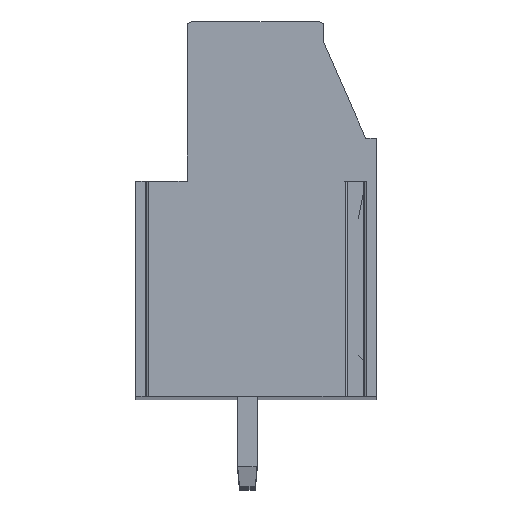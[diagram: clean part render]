
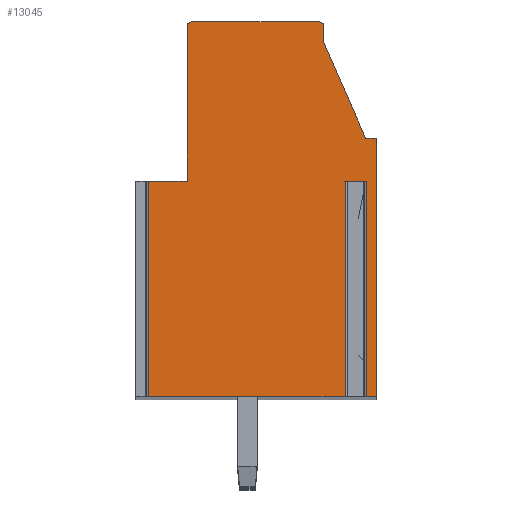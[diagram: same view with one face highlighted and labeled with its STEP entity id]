
A CAD part, top view. The second image highlights one B-rep face of the part: STEP entity #13045.
In plain terms, the highlighted planar face has unit normal (0, 0, 1).
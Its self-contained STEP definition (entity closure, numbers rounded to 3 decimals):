
#159=DIRECTION('',(-1.,0.,0.));
#160=VECTOR('',#159,1.806);
#161=CARTESIAN_POINT('',(-3.2,1.3,2.5));
#162=LINE('',#161,#160);
#2031=DIRECTION('',(1.,0.,0.));
#2032=VECTOR('',#2031,0.989);
#2033=CARTESIAN_POINT('',(4.142,1.3,2.5));
#2034=LINE('',#2033,#2032);
#2035=DIRECTION('',(0.,-1.,0.));
#2036=VECTOR('',#2035,10.);
#2037=CARTESIAN_POINT('',(4.142,1.3,2.5));
#2038=LINE('',#2037,#2036);
#2039=DIRECTION('',(1.,0.,0.));
#2040=VECTOR('',#2039,9.148);
#2041=CARTESIAN_POINT('',(-5.006,-8.7,2.5));
#2042=LINE('',#2041,#2040);
#2043=DIRECTION('',(0.,-1.,0.));
#2044=VECTOR('',#2043,10.);
#2045=CARTESIAN_POINT('',(-5.006,1.3,2.5));
#2046=LINE('',#2045,#2044);
#2047=DIRECTION('',(0.,-1.,0.));
#2048=VECTOR('',#2047,7.2);
#2049=CARTESIAN_POINT('',(-3.2,8.5,2.5));
#2050=LINE('',#2049,#2048);
#2051=CARTESIAN_POINT('',(-3.,8.5,2.5));
#2052=DIRECTION('',(0.,0.,1.));
#2053=DIRECTION('',(0.,1.,0.));
#2054=AXIS2_PLACEMENT_3D('',#2051,#2052,#2053);
#2056=DIRECTION('',(-1.,0.,0.));
#2057=VECTOR('',#2056,5.95);
#2058=CARTESIAN_POINT('',(2.95,8.7,2.5));
#2059=LINE('',#2058,#2057);
#2060=CARTESIAN_POINT('',(2.95,8.5,2.5));
#2061=DIRECTION('',(0.,0.,1.));
#2062=DIRECTION('',(1.,0.,0.));
#2063=AXIS2_PLACEMENT_3D('',#2060,#2061,#2062);
#2065=DIRECTION('',(0.,1.,0.));
#2066=VECTOR('',#2065,0.75);
#2067=CARTESIAN_POINT('',(3.15,7.75,2.5));
#2068=LINE('',#2067,#2066);
#2069=DIRECTION('',(-0.401,0.916,0.));
#2070=VECTOR('',#2069,4.859);
#2071=CARTESIAN_POINT('',(5.1,3.3,2.5));
#2072=LINE('',#2071,#2070);
#2073=DIRECTION('',(-1.,0.,0.));
#2074=VECTOR('',#2073,0.5);
#2075=CARTESIAN_POINT('',(5.6,3.3,2.5));
#2076=LINE('',#2075,#2074);
#2077=DIRECTION('',(0.,1.,0.));
#2078=VECTOR('',#2077,12.);
#2079=CARTESIAN_POINT('',(5.6,-8.7,2.5));
#2080=LINE('',#2079,#2078);
#2081=DIRECTION('',(1.,0.,0.));
#2082=VECTOR('',#2081,0.469);
#2083=CARTESIAN_POINT('',(5.131,-8.7,2.5));
#2084=LINE('',#2083,#2082);
#2085=DIRECTION('',(0.,-1.,0.));
#2086=VECTOR('',#2085,10.);
#2087=CARTESIAN_POINT('',(5.131,1.3,2.5));
#2088=LINE('',#2087,#2086);
#8205=CARTESIAN_POINT('',(5.1,3.3,2.5));
#8206=CARTESIAN_POINT('',(3.15,7.75,2.5));
#8207=VERTEX_POINT('',#8205);
#8208=VERTEX_POINT('',#8206);
#8209=CARTESIAN_POINT('',(3.15,8.5,2.5));
#8210=VERTEX_POINT('',#8209);
#8211=CARTESIAN_POINT('',(2.95,8.7,2.5));
#8212=VERTEX_POINT('',#8211);
#8213=CARTESIAN_POINT('',(-3.,8.7,2.5));
#8214=VERTEX_POINT('',#8213);
#8215=CARTESIAN_POINT('',(-3.2,8.5,2.5));
#8216=VERTEX_POINT('',#8215);
#8217=CARTESIAN_POINT('',(-3.2,1.3,2.5));
#8218=VERTEX_POINT('',#8217);
#8219=CARTESIAN_POINT('',(5.6,-8.7,2.5));
#8220=CARTESIAN_POINT('',(5.6,3.3,2.5));
#8221=VERTEX_POINT('',#8219);
#8222=VERTEX_POINT('',#8220);
#8235=CARTESIAN_POINT('',(4.142,1.3,2.5));
#8236=CARTESIAN_POINT('',(5.131,1.3,2.5));
#8237=VERTEX_POINT('',#8235);
#8238=VERTEX_POINT('',#8236);
#8239=CARTESIAN_POINT('',(-5.006,1.3,2.5));
#8240=CARTESIAN_POINT('',(-5.006,-8.7,2.5));
#8241=VERTEX_POINT('',#8239);
#8242=VERTEX_POINT('',#8240);
#8243=CARTESIAN_POINT('',(5.131,-8.7,2.5));
#8244=VERTEX_POINT('',#8243);
#8245=CARTESIAN_POINT('',(4.142,-8.7,2.5));
#8246=VERTEX_POINT('',#8245);
#13020=CARTESIAN_POINT('',(0.,0.,2.5));
#13021=DIRECTION('',(0.,0.,1.));
#13022=DIRECTION('',(1.,0.,0.));
#13023=AXIS2_PLACEMENT_3D('',#13020,#13021,#13022);
#13024=PLANE('',#13023);
#13026=ORIENTED_EDGE('',*,*,#13025,.F.);
#13028=ORIENTED_EDGE('',*,*,#13027,.T.);
#13029=ORIENTED_EDGE('',*,*,#12634,.F.);
#13030=ORIENTED_EDGE('',*,*,#13012,.F.);
#13031=ORIENTED_EDGE('',*,*,#10687,.F.);
#13032=ORIENTED_EDGE('',*,*,#10947,.F.);
#13033=ORIENTED_EDGE('',*,*,#12208,.F.);
#13034=ORIENTED_EDGE('',*,*,#12222,.F.);
#13035=ORIENTED_EDGE('',*,*,#12350,.F.);
#13036=ORIENTED_EDGE('',*,*,#12364,.F.);
#13037=ORIENTED_EDGE('',*,*,#12378,.F.);
#13038=ORIENTED_EDGE('',*,*,#12392,.F.);
#13039=ORIENTED_EDGE('',*,*,#12406,.F.);
#13040=ORIENTED_EDGE('',*,*,#12650,.F.);
#13042=ORIENTED_EDGE('',*,*,#13041,.F.);
#13043=EDGE_LOOP('',(#13026,#13028,#13029,#13030,#13031,#13032,#13033,#13034,
#13035,#13036,#13037,#13038,#13039,#13040,#13042));
#13044=FACE_OUTER_BOUND('',#13043,.F.);
#2055=CIRCLE('',#2054,0.2);
#2064=CIRCLE('',#2063,0.2);
#10687=EDGE_CURVE('',#8218,#8241,#162,.T.);
#10947=EDGE_CURVE('',#8216,#8218,#2050,.T.);
#12208=EDGE_CURVE('',#8214,#8216,#2055,.T.);
#12222=EDGE_CURVE('',#8212,#8214,#2059,.T.);
#12350=EDGE_CURVE('',#8210,#8212,#2064,.T.);
#12364=EDGE_CURVE('',#8208,#8210,#2068,.T.);
#12378=EDGE_CURVE('',#8207,#8208,#2072,.T.);
#12392=EDGE_CURVE('',#8222,#8207,#2076,.T.);
#12406=EDGE_CURVE('',#8221,#8222,#2080,.T.);
#12634=EDGE_CURVE('',#8242,#8246,#2042,.T.);
#12650=EDGE_CURVE('',#8244,#8221,#2084,.T.);
#13012=EDGE_CURVE('',#8241,#8242,#2046,.T.);
#13025=EDGE_CURVE('',#8237,#8238,#2034,.T.);
#13027=EDGE_CURVE('',#8237,#8246,#2038,.T.);
#13041=EDGE_CURVE('',#8238,#8244,#2088,.T.);
#13045=ADVANCED_FACE('',(#13044),#13024,.T.);
